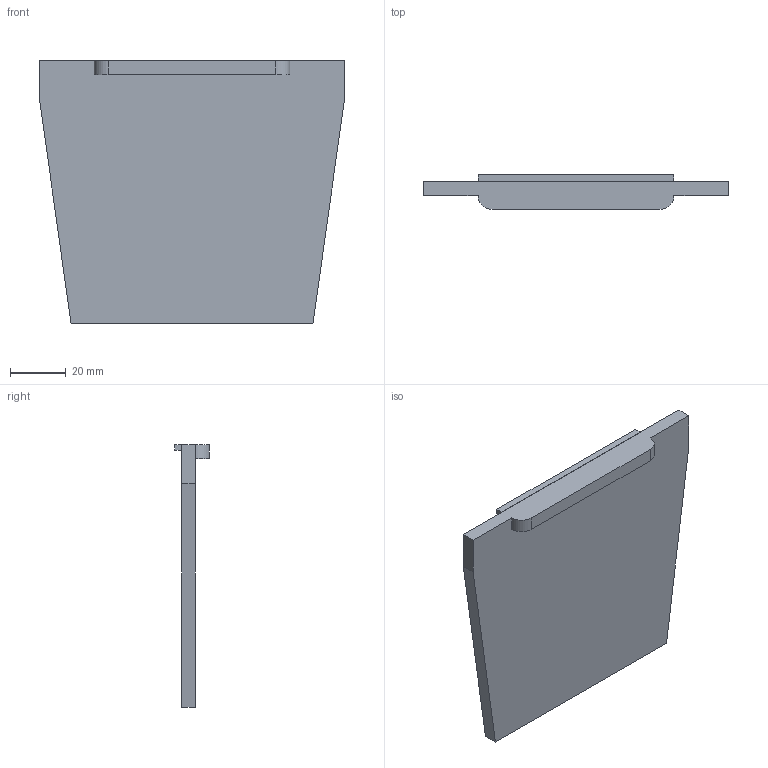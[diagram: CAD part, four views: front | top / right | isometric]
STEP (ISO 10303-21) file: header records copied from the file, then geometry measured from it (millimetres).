
FILE_DESCRIPTION(/* description */ (''),/* implementation_level */ '2;1');
FILE_NAME(/* name */ 'Compartment_Door.prt.step',/* time_stamp */ '2021-11-06T18:02:55+00:00',/* author */ (''),/* organization */ (''),/* preprocessor_version */ 'ST-DEVELOPER v15',/* originating_system */ 'SIEMENS PLM Software NX 9.0',/* authorisation */ '');
FILE_SCHEMA (('AUTOMOTIVE_DESIGN { 1 0 10303 214 3 1 1 1 }'));
Length unit declared in the file: millimetre
Products named in the file (1): Compartment_Door
Bounding box: 109 x 12.5 x 94 mm (x, y, z)
Volume: 48779 mm3; surface area: 21965.6 mm2
Topology: 2 solids, 2 shells, 18 faces, 42 edges, 28 vertices
Faces by surface type: plane 16, cylinder 2
Entity records: 539 total; most frequent: CARTESIAN_POINT 89, ORIENTED_EDGE 84, DIRECTION 84, EDGE_CURVE 42, LINE 38, VECTOR 38, VERTEX_POINT 28, AXIS2_PLACEMENT_3D 23
